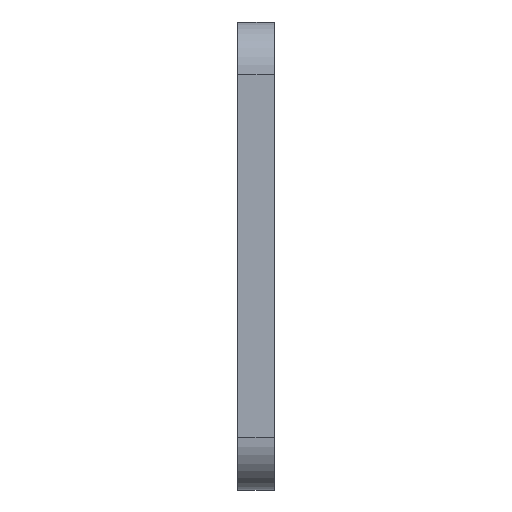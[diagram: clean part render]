
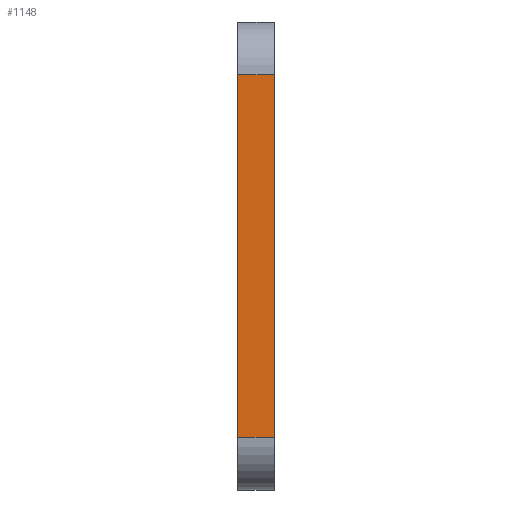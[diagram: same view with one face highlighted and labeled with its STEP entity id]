
A CAD part, left-side view. The second image highlights one B-rep face of the part: STEP entity #1148.
In plain terms, the highlighted planar face has unit normal (-1, 0, 0).
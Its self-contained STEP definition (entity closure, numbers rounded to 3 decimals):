
#50 = VERTEX_POINT('',#51);
#51 = CARTESIAN_POINT('',(-127.,0.,17.25));
#59 = PLANE('',#60);
#60 = AXIS2_PLACEMENT_3D('',#61,#62,#63);
#61 = CARTESIAN_POINT('',(0.,0.,
    -0.018));
#62 = DIRECTION('',(0.,1.,0.));
#63 = DIRECTION('',(0.,0.,1.));
#75 = CYLINDRICAL_SURFACE('',#76,5.);
#76 = AXIS2_PLACEMENT_3D('',#77,#78,#79);
#77 = CARTESIAN_POINT('',(-122.,0.,17.25));
#78 = DIRECTION('',(0.,-1.,0.));
#79 = DIRECTION('',(0.,0.,1.));
#312 = VERTEX_POINT('',#313);
#313 = CARTESIAN_POINT('',(-127.,0.,-17.25));
#328 = CYLINDRICAL_SURFACE('',#329,5.);
#329 = AXIS2_PLACEMENT_3D('',#330,#331,#332);
#330 = CARTESIAN_POINT('',(-122.,0.,-17.25));
#331 = DIRECTION('',(0.,-1.,0.));
#332 = DIRECTION('',(0.,0.,-1.));
#340 = EDGE_CURVE('',#50,#312,#341,.T.);
#341 = SURFACE_CURVE('',#342,(#346,#353),.PCURVE_S1.);
#342 = LINE('',#343,#344);
#343 = CARTESIAN_POINT('',(-127.,0.,22.25));
#344 = VECTOR('',#345,1.);
#345 = DIRECTION('',(0.,0.,-1.));
#346 = PCURVE('',#59,#347);
#347 = DEFINITIONAL_REPRESENTATION('',(#348),#352);
#348 = LINE('',#349,#350);
#349 = CARTESIAN_POINT('',(22.268,-127.));
#350 = VECTOR('',#351,1.);
#351 = DIRECTION('',(-1.,0.));
#352 = ( GEOMETRIC_REPRESENTATION_CONTEXT(2) 
PARAMETRIC_REPRESENTATION_CONTEXT() REPRESENTATION_CONTEXT('2D SPACE',''
  ) );
#353 = PCURVE('',#354,#359);
#354 = PLANE('',#355);
#355 = AXIS2_PLACEMENT_3D('',#356,#357,#358);
#356 = CARTESIAN_POINT('',(-127.,0.,22.25));
#357 = DIRECTION('',(1.,0.,0.));
#358 = DIRECTION('',(0.,0.,-1.));
#359 = DEFINITIONAL_REPRESENTATION('',(#360),#364);
#360 = LINE('',#361,#362);
#361 = CARTESIAN_POINT('',(0.,0.));
#362 = VECTOR('',#363,1.);
#363 = DIRECTION('',(1.,0.));
#364 = ( GEOMETRIC_REPRESENTATION_CONTEXT(2) 
PARAMETRIC_REPRESENTATION_CONTEXT() REPRESENTATION_CONTEXT('2D SPACE',''
  ) );
#1072 = EDGE_CURVE('',#50,#1073,#1075,.T.);
#1073 = VERTEX_POINT('',#1074);
#1074 = CARTESIAN_POINT('',(-127.,-3.5,17.25));
#1075 = SURFACE_CURVE('',#1076,(#1080,#1087),.PCURVE_S1.);
#1076 = LINE('',#1077,#1078);
#1077 = CARTESIAN_POINT('',(-127.,0.,17.25));
#1078 = VECTOR('',#1079,1.);
#1079 = DIRECTION('',(0.,-1.,0.));
#1080 = PCURVE('',#75,#1081);
#1081 = DEFINITIONAL_REPRESENTATION('',(#1082),#1086);
#1082 = LINE('',#1083,#1084);
#1083 = CARTESIAN_POINT('',(1.571,0.));
#1084 = VECTOR('',#1085,1.);
#1085 = DIRECTION('',(0.,1.));
#1086 = ( GEOMETRIC_REPRESENTATION_CONTEXT(2) 
PARAMETRIC_REPRESENTATION_CONTEXT() REPRESENTATION_CONTEXT('2D SPACE',''
  ) );
#1087 = PCURVE('',#354,#1088);
#1088 = DEFINITIONAL_REPRESENTATION('',(#1089),#1093);
#1089 = LINE('',#1090,#1091);
#1090 = CARTESIAN_POINT('',(5.,0.));
#1091 = VECTOR('',#1092,1.);
#1092 = DIRECTION('',(0.,-1.));
#1093 = ( GEOMETRIC_REPRESENTATION_CONTEXT(2) 
PARAMETRIC_REPRESENTATION_CONTEXT() REPRESENTATION_CONTEXT('2D SPACE',''
  ) );
#1112 = PLANE('',#1113);
#1113 = AXIS2_PLACEMENT_3D('',#1114,#1115,#1116);
#1114 = CARTESIAN_POINT('',(0.,-3.5,-0.018));
#1115 = DIRECTION('',(0.,1.,0.));
#1116 = DIRECTION('',(0.,0.,1.));
#1148 = ADVANCED_FACE('',(#1149),#354,.F.);
#1149 = FACE_BOUND('',#1150,.F.);
#1150 = EDGE_LOOP('',(#1151,#1152,#1153,#1176));
#1151 = ORIENTED_EDGE('',*,*,#340,.F.);
#1152 = ORIENTED_EDGE('',*,*,#1072,.T.);
#1153 = ORIENTED_EDGE('',*,*,#1154,.T.);
#1154 = EDGE_CURVE('',#1073,#1155,#1157,.T.);
#1155 = VERTEX_POINT('',#1156);
#1156 = CARTESIAN_POINT('',(-127.,-3.5,-17.25));
#1157 = SURFACE_CURVE('',#1158,(#1162,#1169),.PCURVE_S1.);
#1158 = LINE('',#1159,#1160);
#1159 = CARTESIAN_POINT('',(-127.,-3.5,22.25));
#1160 = VECTOR('',#1161,1.);
#1161 = DIRECTION('',(0.,0.,-1.));
#1162 = PCURVE('',#354,#1163);
#1163 = DEFINITIONAL_REPRESENTATION('',(#1164),#1168);
#1164 = LINE('',#1165,#1166);
#1165 = CARTESIAN_POINT('',(0.,-3.5));
#1166 = VECTOR('',#1167,1.);
#1167 = DIRECTION('',(1.,0.));
#1168 = ( GEOMETRIC_REPRESENTATION_CONTEXT(2) 
PARAMETRIC_REPRESENTATION_CONTEXT() REPRESENTATION_CONTEXT('2D SPACE',''
  ) );
#1169 = PCURVE('',#1112,#1170);
#1170 = DEFINITIONAL_REPRESENTATION('',(#1171),#1175);
#1171 = LINE('',#1172,#1173);
#1172 = CARTESIAN_POINT('',(22.268,-127.));
#1173 = VECTOR('',#1174,1.);
#1174 = DIRECTION('',(-1.,0.));
#1175 = ( GEOMETRIC_REPRESENTATION_CONTEXT(2) 
PARAMETRIC_REPRESENTATION_CONTEXT() REPRESENTATION_CONTEXT('2D SPACE',''
  ) );
#1176 = ORIENTED_EDGE('',*,*,#1177,.F.);
#1177 = EDGE_CURVE('',#312,#1155,#1178,.T.);
#1178 = SURFACE_CURVE('',#1179,(#1183,#1190),.PCURVE_S1.);
#1179 = LINE('',#1180,#1181);
#1180 = CARTESIAN_POINT('',(-127.,0.,-17.25));
#1181 = VECTOR('',#1182,1.);
#1182 = DIRECTION('',(0.,-1.,0.));
#1183 = PCURVE('',#354,#1184);
#1184 = DEFINITIONAL_REPRESENTATION('',(#1185),#1189);
#1185 = LINE('',#1186,#1187);
#1186 = CARTESIAN_POINT('',(39.5,0.));
#1187 = VECTOR('',#1188,1.);
#1188 = DIRECTION('',(0.,-1.));
#1189 = ( GEOMETRIC_REPRESENTATION_CONTEXT(2) 
PARAMETRIC_REPRESENTATION_CONTEXT() REPRESENTATION_CONTEXT('2D SPACE',''
  ) );
#1190 = PCURVE('',#328,#1191);
#1191 = DEFINITIONAL_REPRESENTATION('',(#1192),#1196);
#1192 = LINE('',#1193,#1194);
#1193 = CARTESIAN_POINT('',(-1.571,0.));
#1194 = VECTOR('',#1195,1.);
#1195 = DIRECTION('',(-0.,1.));
#1196 = ( GEOMETRIC_REPRESENTATION_CONTEXT(2) 
PARAMETRIC_REPRESENTATION_CONTEXT() REPRESENTATION_CONTEXT('2D SPACE',''
  ) );
